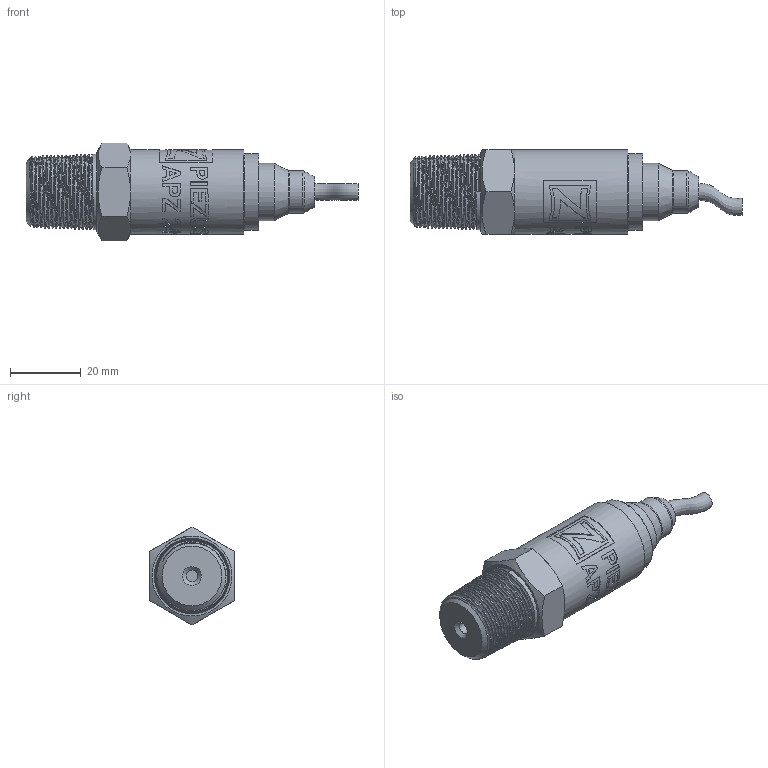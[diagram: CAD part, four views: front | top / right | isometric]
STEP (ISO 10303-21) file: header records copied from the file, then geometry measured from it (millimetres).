
FILE_DESCRIPTION(/* description */ (''),/* implementation_level */ '2;1');
FILE_NAME(/* name */ 'APZ2412_1''2NPT_CableGland#2.step',/* time_stamp */ '2021-06-25T14:24:52+03:00',/* author */ (''),/* organization */ (''),/* preprocessor_version */ 'ST-DEVELOPER v18.1',/* originating_system */ 'Autodesk Translation Framework v10.9.0.1377',/* authorisation */ '');
FILE_SCHEMA (('AUTOMOTIVE_DESIGN { 1 0 10303 214 3 1 1 }'));
Length unit declared in the file: millimetre
Products named in the file (5): АПЗ 2422 заполненная; NPT 1/2; Стакан; #17161; #17162
Assembly tree (4 placements, depth 2):
  АПЗ 2422 заполненная
    NPT 1/2
    Стакан
    #17161
    #17162
Bounding box: 93.95 x 24 x 27.71 mm (x, y, z)
Volume: 27172.3 mm3; surface area: 9868.8 mm2
Topology: 3 solids, 3 shells, 323 faces, 857 edges, 567 vertices
Faces by surface type: bspline 218, plane 37, cylinder 33, cone 29, torus 6
Full cylindrical faces by diameter (mm): 3.3 x1, 4.8 x2, 7.2 x1, 12 x1, 13.5 x1, 16.2 x1, 17.8 x1, 19.5 x1, 21.2 x2, 21.7 x1, 24 x1
Entity records: 17192 total; most frequent: CARTESIAN_POINT 10543, ORIENTED_EDGE 1714, EDGE_CURVE 857, DIRECTION 666, VERTEX_POINT 567, B_SPLINE_CURVE_WITH_KNOTS 473, EDGE_LOOP 352, FACE_OUTER_BOUND 323
